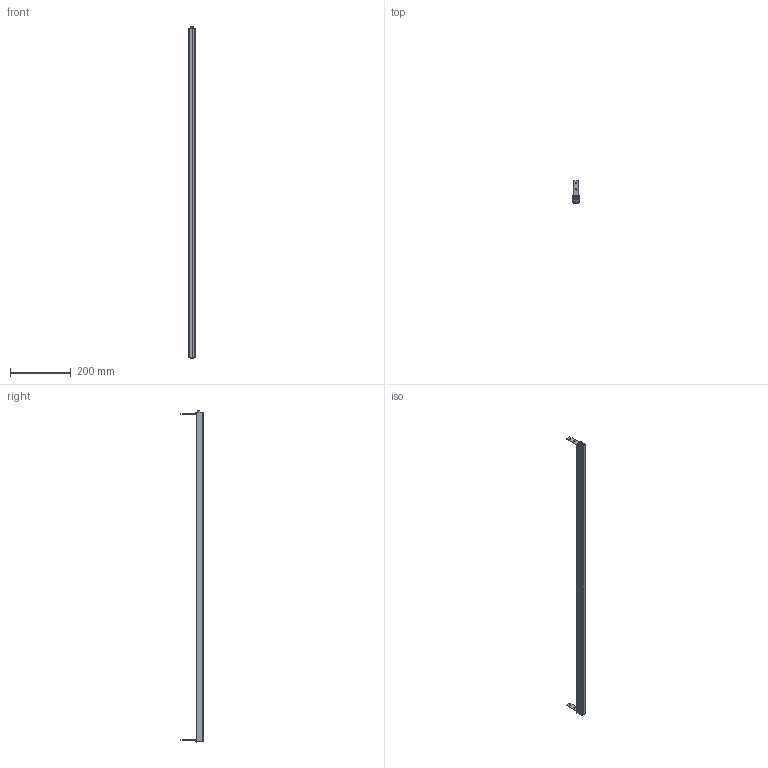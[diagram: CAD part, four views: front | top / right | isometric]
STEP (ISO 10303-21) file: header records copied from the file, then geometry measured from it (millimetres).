
FILE_DESCRIPTION (( 'STEP AP203' ), '1' );
FILE_NAME ('RS 1085.STEP', '2025-02-28T14:06:43', ( '' ), ( '' ), 'SwSTEP 2.0', 'SolidWorks 2023', '' );
FILE_SCHEMA (( 'CONFIG_CONTROL_DESIGN' ));
Length unit declared in the file: millimetre
Products named in the file (5): Aussengehäuse RS_1085; RS 1085; Haltewinkel RS_Index B; Innengeometrie_20_1085; Betätigungsteil_20
Assembly tree (5 placements, depth 2):
  RS 1085
    Aussengehäuse RS_1085
    Betätigungsteil_20
    Innengeometrie_20_1085
    Haltewinkel RS_Index B  x2
Bounding box: 23.2 x 72.43 x 1092.8 mm (x, y, z)
Volume: 234283.6 mm3; surface area: 332167.9 mm2
Topology: 22 solids, 22 shells, 669 faces, 1867 edges, 1244 vertices
Faces by surface type: plane 331, bspline 273, cylinder 63, torus 2
Entity records: 34317 total; most frequent: CARTESIAN_POINT 18880, ORIENTED_EDGE 3590, DIRECTION 2117, EDGE_CURVE 1795, VERTEX_POINT 1196, LINE 1137, VECTOR 1137, EDGE_LOOP 727
